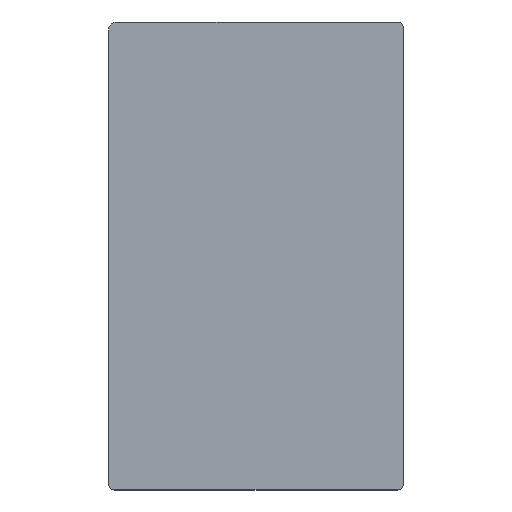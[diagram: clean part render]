
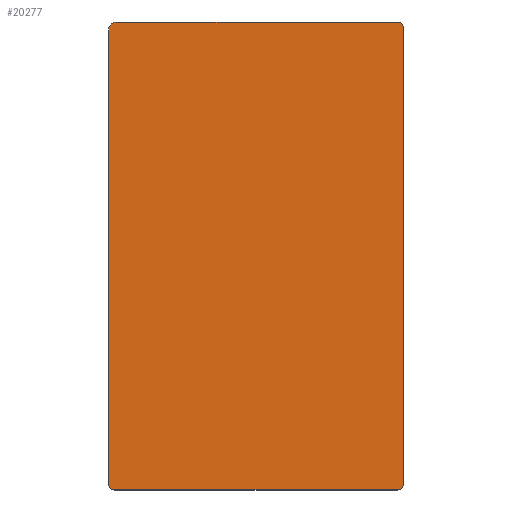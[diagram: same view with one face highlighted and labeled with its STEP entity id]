
A CAD part, top view. The second image highlights one B-rep face of the part: STEP entity #20277.
In plain terms, the highlighted planar face has unit normal (0, 0, 1).
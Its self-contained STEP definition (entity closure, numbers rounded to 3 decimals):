
#20012 = VERTEX_POINT('',#20013);
#20013 = CARTESIAN_POINT('',(33.5,55.5,1.6));
#20019 = EDGE_CURVE('',#20012,#20020,#20022,.T.);
#20020 = VERTEX_POINT('',#20021);
#20021 = CARTESIAN_POINT('',(35.,54.,1.6));
#20022 = CIRCLE('',#20023,1.5);
#20023 = AXIS2_PLACEMENT_3D('',#20024,#20025,#20026);
#20024 = CARTESIAN_POINT('',(33.5,54.,1.6));
#20025 = DIRECTION('',(0.,0.,-1.));
#20026 = DIRECTION('',(0.,1.,0.));
#20052 = EDGE_CURVE('',#20020,#20053,#20055,.T.);
#20053 = VERTEX_POINT('',#20054);
#20054 = CARTESIAN_POINT('',(35.,-54.,1.6));
#20055 = LINE('',#20056,#20057);
#20056 = CARTESIAN_POINT('',(35.,54.,1.6));
#20057 = VECTOR('',#20058,1.);
#20058 = DIRECTION('',(0.,-1.,0.));
#20083 = EDGE_CURVE('',#20053,#20084,#20086,.T.);
#20084 = VERTEX_POINT('',#20085);
#20085 = CARTESIAN_POINT('',(33.5,-55.5,1.6));
#20086 = CIRCLE('',#20087,1.5);
#20087 = AXIS2_PLACEMENT_3D('',#20088,#20089,#20090);
#20088 = CARTESIAN_POINT('',(33.5,-54.,1.6));
#20089 = DIRECTION('',(0.,0.,-1.));
#20090 = DIRECTION('',(1.,0.,0.));
#20116 = EDGE_CURVE('',#20084,#20117,#20119,.T.);
#20117 = VERTEX_POINT('',#20118);
#20118 = CARTESIAN_POINT('',(-33.5,-55.5,1.6));
#20119 = LINE('',#20120,#20121);
#20120 = CARTESIAN_POINT('',(33.5,-55.5,1.6));
#20121 = VECTOR('',#20122,1.);
#20122 = DIRECTION('',(-1.,0.,0.));
#20147 = EDGE_CURVE('',#20117,#20148,#20150,.T.);
#20148 = VERTEX_POINT('',#20149);
#20149 = CARTESIAN_POINT('',(-35.,-54.,1.6));
#20150 = CIRCLE('',#20151,1.5);
#20151 = AXIS2_PLACEMENT_3D('',#20152,#20153,#20154);
#20152 = CARTESIAN_POINT('',(-33.5,-54.,1.6));
#20153 = DIRECTION('',(0.,0.,-1.));
#20154 = DIRECTION('',(0.,-1.,-0.));
#20180 = EDGE_CURVE('',#20148,#20181,#20183,.T.);
#20181 = VERTEX_POINT('',#20182);
#20182 = CARTESIAN_POINT('',(-35.,53.5,1.6));
#20183 = LINE('',#20184,#20185);
#20184 = CARTESIAN_POINT('',(-35.,-54.,1.6));
#20185 = VECTOR('',#20186,1.);
#20186 = DIRECTION('',(0.,1.,0.));
#20211 = EDGE_CURVE('',#20181,#20212,#20214,.T.);
#20212 = VERTEX_POINT('',#20213);
#20213 = CARTESIAN_POINT('',(-33.,55.5,1.6));
#20214 = CIRCLE('',#20215,2.);
#20215 = AXIS2_PLACEMENT_3D('',#20216,#20217,#20218);
#20216 = CARTESIAN_POINT('',(-33.,53.5,1.6));
#20217 = DIRECTION('',(0.,0.,-1.));
#20218 = DIRECTION('',(-1.,0.,-0.));
#20244 = EDGE_CURVE('',#20212,#20012,#20245,.T.);
#20245 = LINE('',#20246,#20247);
#20246 = CARTESIAN_POINT('',(-33.,55.5,1.6));
#20247 = VECTOR('',#20248,1.);
#20248 = DIRECTION('',(1.,0.,0.));
#20277 = ADVANCED_FACE('',(#20278),#20288,.T.);
#20278 = FACE_BOUND('',#20279,.F.);
#20279 = EDGE_LOOP('',(#20280,#20281,#20282,#20283,#20284,#20285,#20286,
    #20287));
#20280 = ORIENTED_EDGE('',*,*,#20019,.T.);
#20281 = ORIENTED_EDGE('',*,*,#20052,.T.);
#20282 = ORIENTED_EDGE('',*,*,#20083,.T.);
#20283 = ORIENTED_EDGE('',*,*,#20116,.T.);
#20284 = ORIENTED_EDGE('',*,*,#20147,.T.);
#20285 = ORIENTED_EDGE('',*,*,#20180,.T.);
#20286 = ORIENTED_EDGE('',*,*,#20211,.T.);
#20287 = ORIENTED_EDGE('',*,*,#20244,.T.);
#20288 = PLANE('',#20289);
#20289 = AXIS2_PLACEMENT_3D('',#20290,#20291,#20292);
#20290 = CARTESIAN_POINT('',(0.,0.,1.6));
#20291 = DIRECTION('',(0.,0.,1.));
#20292 = DIRECTION('',(1.,0.,-0.));
